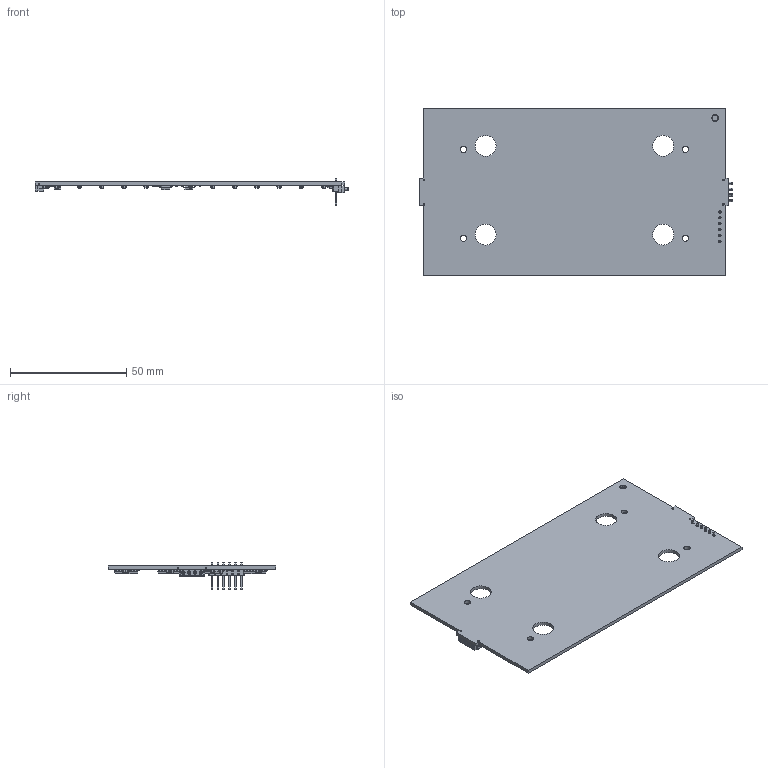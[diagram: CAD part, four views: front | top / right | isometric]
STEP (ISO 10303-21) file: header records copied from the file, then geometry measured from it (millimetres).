
FILE_DESCRIPTION(('KiCad electronic assembly'),'2;1');
FILE_NAME('kh-24.step','2026-01-15T00:40:09',('Pcbnew'),('Kicad'), 'Open CASCADE STEP processor 7.8','KiCad to STEP converter','Unknown' );
FILE_SCHEMA(('AUTOMOTIVE_DESIGN { 1 0 10303 214 1 1 1 1 }'));
Length unit declared in the file: millimetre
Products named in the file (13): kh-24 1; C_0402_1005Metric; SOT-23-3; SOIC-16_3.9x9.9mm_P1.27mm; CONN-SMD_4P-L11.0-W5.5-P2.50_YZ165615055F-04025-01; SOT-23; R_0402_1005Metric; DFN1006-2L-BI; CONN-SMD_YZ199315035T-04025-01; PinHeader_1x06_P2.54mm_Vertical; LED-SMD_4P-L3.2-W2.8_SK6812MINI-EA; SOT-23-5; kh-24_PCB
Assembly tree (53 placements, depth 2):
  kh-24 1
    C_0402_1005Metric  x7
    SOT-23-3  x24
    SOIC-16_3.9x9.9mm_P1.27mm  x4
    CONN-SMD_4P-L11.0-W5.5-P2.50_YZ165615055F-04025-01
    SOT-23  x2
    R_0402_1005Metric  x8
    DFN1006-2L-BI  x2
    CONN-SMD_YZ199315035T-04025-01
    PinHeader_1x06_P2.54mm_Vertical
    LED-SMD_4P-L3.2-W2.8_SK6812MINI-EA
    SOT-23-5
    kh-24_PCB
Bounding box: 134.66 x 71.8 x 11.54 mm (x, y, z)
Volume: 14406.1 mm3; surface area: 21092.9 mm2
Topology: 61 solids, 61 shells, 5163 faces, 13352 edges, 8471 vertices
Faces by surface type: plane 3134, bspline 1121, cylinder 867, sphere 25, cone 12, torus 4
Full cylindrical faces by diameter (mm): 0.6 x4, 0.7 x4, 1 x6, 2.7 x4, 2.8 x1, 9 x4
Entity records: 78329 total; most frequent: CARTESIAN_POINT 16636, ORIENTED_EDGE 10640, DIRECTION 8081, EDGE_CURVE 5320, LINE 3851, VECTOR 3851, VERTEX_POINT 3434, FACE_BOUND 2198
